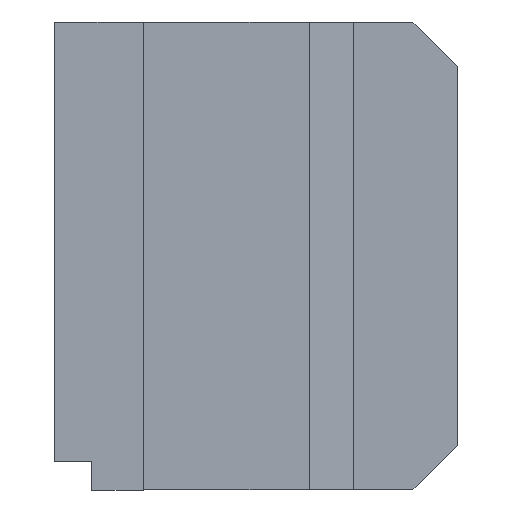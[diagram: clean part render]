
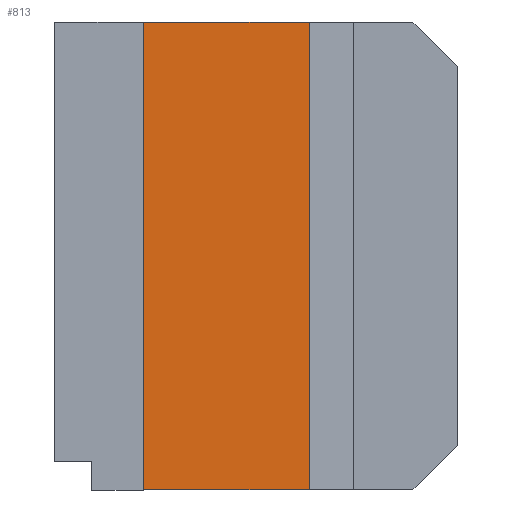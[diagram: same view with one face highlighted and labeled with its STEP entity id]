
A CAD part, front view. The second image highlights one B-rep face of the part: STEP entity #813.
In plain terms, the highlighted planar face has unit normal (0, -1, 0).
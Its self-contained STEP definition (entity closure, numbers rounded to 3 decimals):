
#168 = VERTEX_POINT ( 'NONE', #1077 ) ;
#251 = ORIENTED_EDGE ( 'NONE', *, *, #1051, .F. ) ;
#346 = PLANE ( 'NONE',  #606 ) ;
#404 = VECTOR ( 'NONE', #1027, 1000. ) ;
#429 = CARTESIAN_POINT ( 'NONE',  ( -36.29, -39., 19.9 ) ) ;
#482 = CARTESIAN_POINT ( 'NONE',  ( -30.69, -39., 4.1 ) ) ;
#508 = VECTOR ( 'NONE', #694, 1000. ) ;
#531 = VECTOR ( 'NONE', #1158, 1000. ) ;
#606 = AXIS2_PLACEMENT_3D ( 'NONE', #1085, #1175, #991 ) ;
#615 = EDGE_CURVE ( 'NONE', #1089, #1112, #788, .T. ) ;
#632 = VECTOR ( 'NONE', #1133, 1000. ) ;
#638 = VERTEX_POINT ( 'NONE', #808 ) ;
#668 = EDGE_CURVE ( 'NONE', #168, #1089, #741, .T. ) ;
#694 = DIRECTION ( 'NONE',  ( 1., 0., 0. ) ) ;
#741 = LINE ( 'NONE', #429, #531 ) ;
#788 = LINE ( 'NONE', #1064, #508 ) ;
#808 = CARTESIAN_POINT ( 'NONE',  ( -30.69, -39., 19.9 ) ) ;
#813 = ADVANCED_FACE ( 'NONE', ( #922 ), #346, .T. ) ;
#901 = EDGE_LOOP ( 'NONE', ( #1056, #914, #251, #1013 ) ) ;
#909 = LINE ( 'NONE', #482, #632 ) ;
#914 = ORIENTED_EDGE ( 'NONE', *, *, #615, .T. ) ;
#922 = FACE_OUTER_BOUND ( 'NONE', #901, .T. ) ;
#976 = LINE ( 'NONE', #1126, #404 ) ;
#991 = DIRECTION ( 'NONE',  ( 1., 0., 0. ) ) ;
#1013 = ORIENTED_EDGE ( 'NONE', *, *, #1098, .F. ) ;
#1022 = CARTESIAN_POINT ( 'NONE',  ( -36.29, -39., 4.1 ) ) ;
#1027 = DIRECTION ( 'NONE',  ( 1., 0., 0. ) ) ;
#1031 = CARTESIAN_POINT ( 'NONE',  ( -30.69, -39., 4.1 ) ) ;
#1051 = EDGE_CURVE ( 'NONE', #638, #1112, #909, .T. ) ;
#1056 = ORIENTED_EDGE ( 'NONE', *, *, #668, .T. ) ;
#1064 = CARTESIAN_POINT ( 'NONE',  ( -39.29, -39., 4.1 ) ) ;
#1077 = CARTESIAN_POINT ( 'NONE',  ( -36.29, -39., 19.9 ) ) ;
#1085 = CARTESIAN_POINT ( 'NONE',  ( -39.29, -39., 4.1 ) ) ;
#1089 = VERTEX_POINT ( 'NONE', #1022 ) ;
#1098 = EDGE_CURVE ( 'NONE', #168, #638, #976, .T. ) ;
#1112 = VERTEX_POINT ( 'NONE', #1031 ) ;
#1126 = CARTESIAN_POINT ( 'NONE',  ( -39.29, -39., 19.9 ) ) ;
#1133 = DIRECTION ( 'NONE',  ( 0., 0., -1. ) ) ;
#1158 = DIRECTION ( 'NONE',  ( 0., 0., -1. ) ) ;
#1175 = DIRECTION ( 'NONE',  ( 0., -1., 0. ) ) ;
